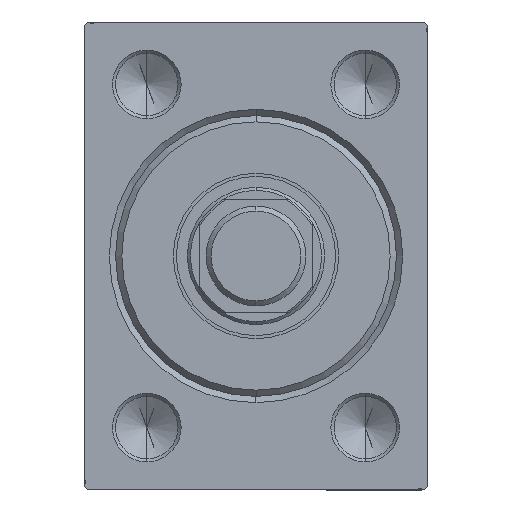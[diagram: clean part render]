
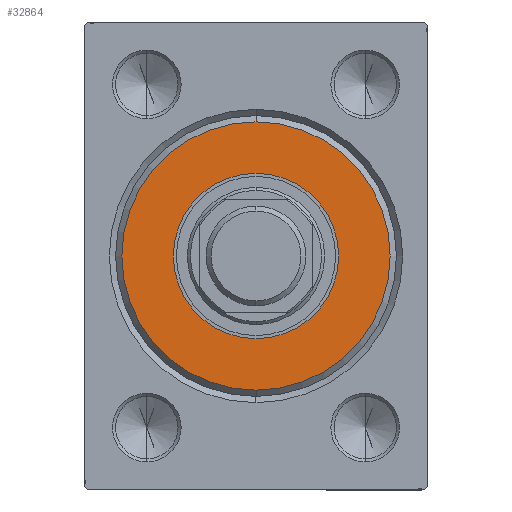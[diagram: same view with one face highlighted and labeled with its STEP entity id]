
A CAD part, left-side view. The second image highlights one B-rep face of the part: STEP entity #32864.
In plain terms, the highlighted face is planar.
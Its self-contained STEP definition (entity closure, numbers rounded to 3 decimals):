
#1052 = CIRCLE ( 'NONE', #23625, 21.5 ) ;
#1769 = AXIS2_PLACEMENT_3D ( 'NONE', #8204, #15032, #1839 ) ;
#1839 = DIRECTION ( 'NONE',  ( 0., 0., -1. ) ) ;
#2548 = EDGE_LOOP ( 'NONE', ( #39322, #26620 ) ) ;
#2998 = EDGE_LOOP ( 'NONE', ( #43982, #28283 ) ) ;
#6967 = DIRECTION ( 'NONE',  ( 1., 0., 0. ) ) ;
#7171 = CIRCLE ( 'NONE', #14443, 21.5 ) ;
#8204 = CARTESIAN_POINT ( 'NONE',  ( 3., 0., 0. ) ) ;
#10592 = DIRECTION ( 'NONE',  ( 0., 0., -1. ) ) ;
#11322 = DIRECTION ( 'NONE',  ( 0., 0., -1. ) ) ;
#12692 = AXIS2_PLACEMENT_3D ( 'NONE', #35361, #6967, #10592 ) ;
#12853 = VERTEX_POINT ( 'NONE', #43304 ) ;
#13349 = DIRECTION ( 'NONE',  ( 1., 0., 0. ) ) ;
#14443 = AXIS2_PLACEMENT_3D ( 'NONE', #25438, #18596, #11322 ) ;
#15032 = DIRECTION ( 'NONE',  ( 1., 0., 0. ) ) ;
#15346 = CIRCLE ( 'NONE', #27745, 13.25 ) ;
#15577 = CIRCLE ( 'NONE', #1769, 13.25 ) ;
#16593 = CARTESIAN_POINT ( 'NONE',  ( 3., 0., 13.25 ) ) ;
#16626 = DIRECTION ( 'NONE',  ( 0., 0., -1. ) ) ;
#17550 = CARTESIAN_POINT ( 'NONE',  ( 3., 0., 21.5 ) ) ;
#18596 = DIRECTION ( 'NONE',  ( 1., 0., 0. ) ) ;
#20512 = EDGE_CURVE ( 'NONE', #23332, #35054, #15346, .T. ) ;
#23332 = VERTEX_POINT ( 'NONE', #16593 ) ;
#23625 = AXIS2_PLACEMENT_3D ( 'NONE', #33814, #13349, #27004 ) ;
#25438 = CARTESIAN_POINT ( 'NONE',  ( 3., 0., 0. ) ) ;
#26620 = ORIENTED_EDGE ( 'NONE', *, *, #44328, .T. ) ;
#27004 = DIRECTION ( 'NONE',  ( 0., 0., -1. ) ) ;
#27745 = AXIS2_PLACEMENT_3D ( 'NONE', #44580, #37084, #16626 ) ;
#28283 = ORIENTED_EDGE ( 'NONE', *, *, #20512, .F. ) ;
#28540 = PLANE ( 'NONE',  #12692 ) ;
#28945 = CARTESIAN_POINT ( 'NONE',  ( 3., 0., -13.25 ) ) ;
#29207 = EDGE_CURVE ( 'NONE', #29704, #12853, #1052, .T. ) ;
#29704 = VERTEX_POINT ( 'NONE', #17550 ) ;
#32162 = FACE_OUTER_BOUND ( 'NONE', #2548, .T. ) ;
#32647 = EDGE_CURVE ( 'NONE', #35054, #23332, #15577, .T. ) ;
#32864 = ADVANCED_FACE ( 'NONE', ( #32162, #34930 ), #28540, .T. ) ;
#33814 = CARTESIAN_POINT ( 'NONE',  ( 3., 0., 0. ) ) ;
#34930 = FACE_BOUND ( 'NONE', #2998, .T. ) ;
#35054 = VERTEX_POINT ( 'NONE', #28945 ) ;
#35361 = CARTESIAN_POINT ( 'NONE',  ( 3., 0., 0. ) ) ;
#37084 = DIRECTION ( 'NONE',  ( 1., 0., 0. ) ) ;
#39322 = ORIENTED_EDGE ( 'NONE', *, *, #29207, .T. ) ;
#43304 = CARTESIAN_POINT ( 'NONE',  ( 3., 0., -21.5 ) ) ;
#43982 = ORIENTED_EDGE ( 'NONE', *, *, #32647, .F. ) ;
#44328 = EDGE_CURVE ( 'NONE', #12853, #29704, #7171, .T. ) ;
#44580 = CARTESIAN_POINT ( 'NONE',  ( 3., 0., 0. ) ) ;
